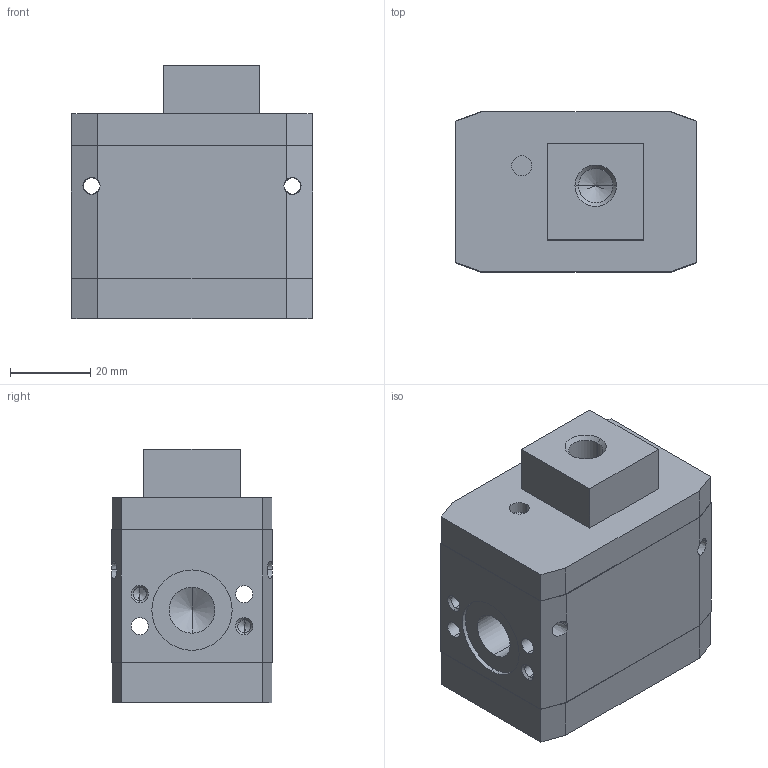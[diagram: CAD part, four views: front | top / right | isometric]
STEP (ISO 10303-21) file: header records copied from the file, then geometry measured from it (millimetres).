
FILE_DESCRIPTION((''),'2;1');
FILE_NAME('17120.stp','2003-06-16T14:51:39',('maffial1'),(''),'Autodesk Inventor 7','Autodesk Inventor 7','');
FILE_SCHEMA(('AUTOMOTIVE_DESIGN { 1 0 10303 214 1 1 1 1 }'));
Length unit declared in the file: millimetre
Products named in the file (1): 17120
Bounding box: 60 x 40 x 63 mm (x, y, z)
Volume: 119174.7 mm3; surface area: 20324.3 mm2
Topology: 1 solids, 1 shells, 102 faces, 266 edges, 160 vertices
Faces by surface type: bspline 47, plane 35, cylinder 10, cone 10
Entity records: 3621 total; most frequent: CARTESIAN_POINT 1270, ORIENTED_EDGE 500, DIRECTION 458, EDGE_CURVE 250, VERTEX_POINT 160, VECTOR 154, LINE 154, AXIS2_PLACEMENT_3D 152
